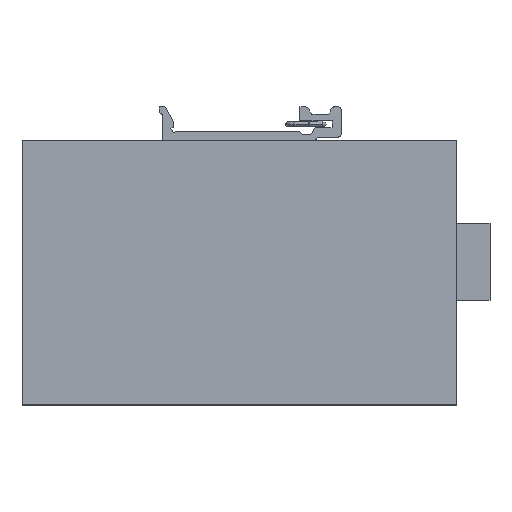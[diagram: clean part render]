
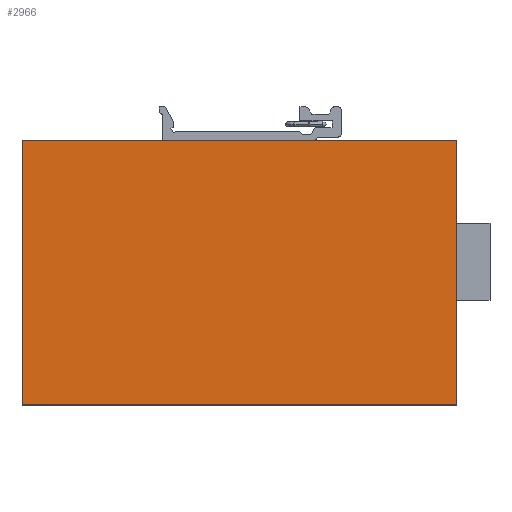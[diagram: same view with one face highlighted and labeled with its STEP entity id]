
A CAD part, top view. The second image highlights one B-rep face of the part: STEP entity #2966.
In plain terms, the highlighted planar face has unit normal (0, 0, 1).
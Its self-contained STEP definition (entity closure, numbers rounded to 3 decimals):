
#2239=DIRECTION('',(0.,-1.,0.));
#2240=VECTOR('',#2239,70.);
#2241=CARTESIAN_POINT('',(-126.5,70.,0.));
#2242=LINE('',#2241,#2240);
#2255=DIRECTION('',(-1.,0.,0.));
#2256=VECTOR('',#2255,115.);
#2257=CARTESIAN_POINT('',(-11.5,70.,0.));
#2258=LINE('',#2257,#2256);
#2345=DIRECTION('',(0.,-1.,0.));
#2346=VECTOR('',#2345,70.);
#2347=CARTESIAN_POINT('',(-11.5,70.,0.));
#2348=LINE('',#2347,#2346);
#2349=DIRECTION('',(-1.,0.,0.));
#2350=VECTOR('',#2349,115.);
#2351=CARTESIAN_POINT('',(-11.5,0.,0.));
#2352=LINE('',#2351,#2350);
#2700=CARTESIAN_POINT('',(-126.5,70.,0.));
#2702=VERTEX_POINT('',#2700);
#2703=CARTESIAN_POINT('',(-126.5,0.,0.));
#2704=VERTEX_POINT('',#2703);
#2709=CARTESIAN_POINT('',(-11.5,70.,0.));
#2710=VERTEX_POINT('',#2709);
#2729=CARTESIAN_POINT('',(-11.5,0.,0.));
#2730=VERTEX_POINT('',#2729);
#2954=CARTESIAN_POINT('',(-126.5,0.,0.));
#2955=DIRECTION('',(0.,0.,1.));
#2956=DIRECTION('',(0.,1.,0.));
#2957=AXIS2_PLACEMENT_3D('',#2954,#2955,#2956);
#2958=PLANE('',#2957);
#2959=ORIENTED_EDGE('',*,*,#2850,.F.);
#2960=ORIENTED_EDGE('',*,*,#2869,.F.);
#2962=ORIENTED_EDGE('',*,*,#2961,.T.);
#2963=ORIENTED_EDGE('',*,*,#2918,.T.);
#2964=EDGE_LOOP('',(#2959,#2960,#2962,#2963));
#2965=FACE_OUTER_BOUND('',#2964,.F.);
#2966=ADVANCED_FACE('',(#2965),#2958,.T.);
#2850=EDGE_CURVE('',#2702,#2704,#2242,.T.);
#2869=EDGE_CURVE('',#2710,#2702,#2258,.T.);
#2918=EDGE_CURVE('',#2730,#2704,#2352,.T.);
#2961=EDGE_CURVE('',#2710,#2730,#2348,.T.);
